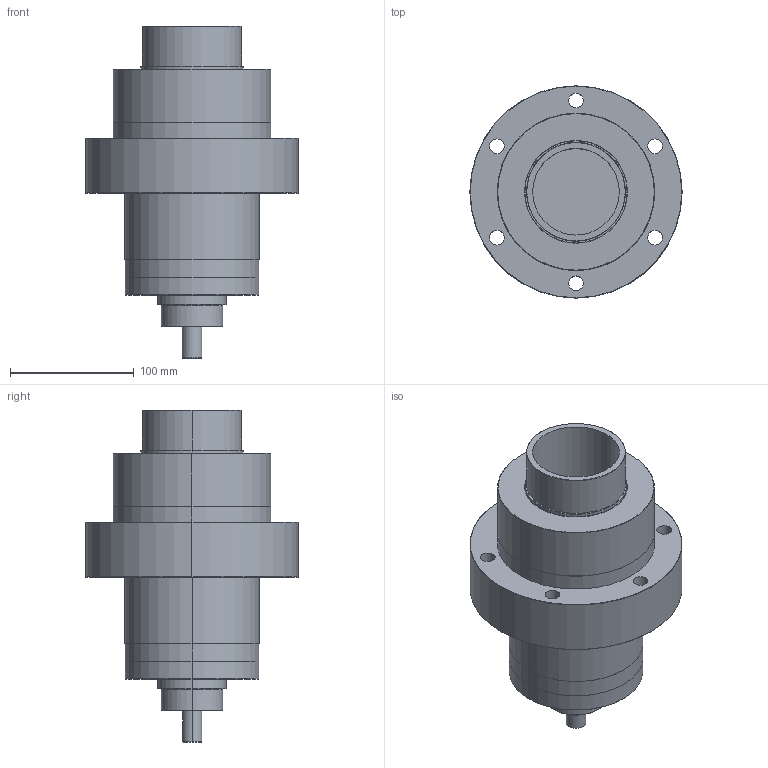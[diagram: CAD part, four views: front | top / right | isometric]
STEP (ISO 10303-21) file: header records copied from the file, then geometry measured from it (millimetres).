
FILE_DESCRIPTION (( 'STEP AP203' ), '1' );
FILE_NAME ('HDC-1M.step', '2011-02-28T05:11:49', ( '' ), ( '' ), 'SwSTEP 2.0', 'SolidWorks 2010', '' );
FILE_SCHEMA (( 'CONFIG_CONTROL_DESIGN' ));
Length unit declared in the file: inch
Products named in the file (1): HDC-1M
Bounding box: 171.45 x 171.45 x 268.22 mm (x, y, z)
Volume: 2333674.9 mm3; surface area: 165840.1 mm2
Topology: 1 solids, 1 shells, 111 faces, 237 edges, 146 vertices
Faces by surface type: cylinder 51, torus 34, plane 23, cone 3
Entity records: 3188 total; most frequent: DIRECTION 631, CARTESIAN_POINT 530, ORIENTED_EDGE 474, AXIS2_PLACEMENT_3D 285, EDGE_CURVE 237, CIRCLE 173, VERTEX_POINT 146, EDGE_LOOP 141
